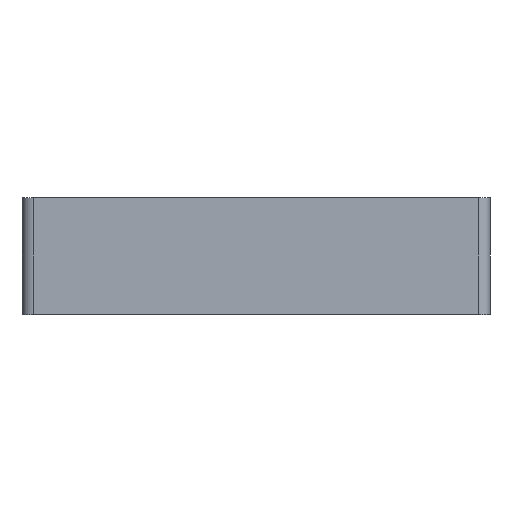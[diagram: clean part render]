
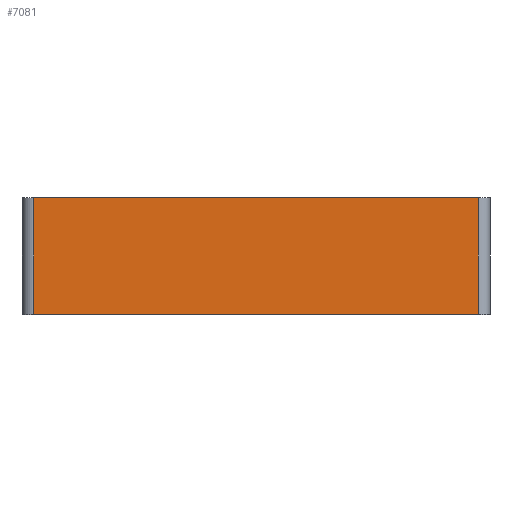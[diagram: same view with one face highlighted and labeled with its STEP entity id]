
A CAD part, front view. The second image highlights one B-rep face of the part: STEP entity #7081.
In plain terms, the highlighted planar face has unit normal (0, -1, 0).
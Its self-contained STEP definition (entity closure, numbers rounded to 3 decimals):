
#492=FACE_OUTER_BOUND('',#869,.T.);
#869=EDGE_LOOP('',(#5973,#5974,#5975,#5976));
#1847=LINE('',#13320,#2776);
#1850=LINE('',#13330,#2779);
#1851=LINE('',#13332,#2780);
#1852=LINE('',#13333,#2781);
#2776=VECTOR('',#9159,10.);
#2779=VECTOR('',#9168,10.);
#2780=VECTOR('',#9169,10.);
#2781=VECTOR('',#9170,10.);
#3421=VERTEX_POINT('',#13317);
#3422=VERTEX_POINT('',#13319);
#3426=VERTEX_POINT('',#13329);
#3427=VERTEX_POINT('',#13331);
#4383=EDGE_CURVE('',#3422,#3421,#1847,.T.);
#4388=EDGE_CURVE('',#3426,#3421,#1850,.T.);
#4389=EDGE_CURVE('',#3427,#3426,#1851,.T.);
#4390=EDGE_CURVE('',#3422,#3427,#1852,.T.);
#5973=ORIENTED_EDGE('',*,*,#4383,.T.);
#5974=ORIENTED_EDGE('',*,*,#4388,.F.);
#5975=ORIENTED_EDGE('',*,*,#4389,.F.);
#5976=ORIENTED_EDGE('',*,*,#4390,.F.);
#6711=PLANE('',#7482);
#7081=ADVANCED_FACE('',(#492),#6711,.F.);
#7482=AXIS2_PLACEMENT_3D('',#13328,#9166,#9167);
#9159=DIRECTION('',(1.,0.,0.));
#9166=DIRECTION('center_axis',(0.,1.,0.));
#9167=DIRECTION('ref_axis',(0.,0.,1.));
#9168=DIRECTION('',(0.,0.,-1.));
#9169=DIRECTION('',(1.,0.,0.));
#9170=DIRECTION('',(0.,0.,1.));
#13317=CARTESIAN_POINT('',(399.424,-175.95,28.175));
#13319=CARTESIAN_POINT('',(323.424,-175.95,28.175));
#13320=CARTESIAN_POINT('',(341.549,-175.95,28.175));
#13328=CARTESIAN_POINT('Origin',(319.424,-175.95,3.175));
#13329=CARTESIAN_POINT('',(399.424,-175.95,48.175));
#13330=CARTESIAN_POINT('',(399.424,-175.95,14.425));
#13331=CARTESIAN_POINT('',(323.424,-175.95,48.175));
#13332=CARTESIAN_POINT('',(341.549,-175.95,48.175));
#13333=CARTESIAN_POINT('',(323.424,-175.95,3.175));
